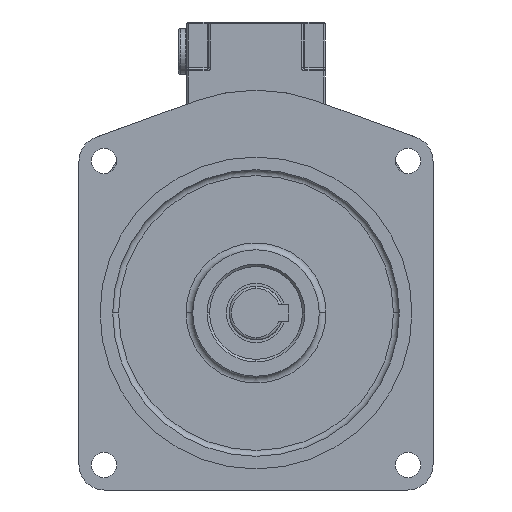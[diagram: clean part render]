
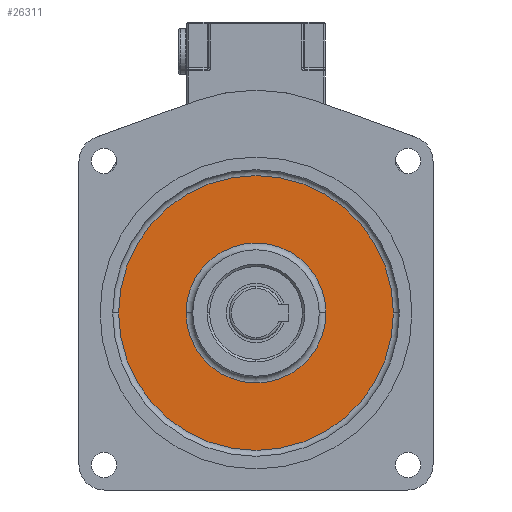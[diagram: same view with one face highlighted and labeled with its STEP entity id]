
A CAD part, front view. The second image highlights one B-rep face of the part: STEP entity #26311.
In plain terms, the highlighted planar face has unit normal (0, -1, 0).
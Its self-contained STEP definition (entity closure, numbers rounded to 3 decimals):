
#39 = EDGE_CURVE ( 'NONE', #8700, #45374, #25977, .T. ) ;
#902 = CARTESIAN_POINT ( 'NONE',  ( 41.5, -8., -30.234 ) ) ;
#1126 = VERTEX_POINT ( 'NONE', #46846 ) ;
#2007 = CIRCLE ( 'NONE', #30748, 41.5 ) ;
#2130 = DIRECTION ( 'NONE',  ( 0., -1., 0. ) ) ;
#3848 = CARTESIAN_POINT ( 'NONE',  ( 0., -8., -30.2 ) ) ;
#5733 = AXIS2_PLACEMENT_3D ( 'NONE', #50679, #24563, #16148 ) ;
#7441 = DIRECTION ( 'NONE',  ( 1., 0., -0.006 ) ) ;
#8700 = VERTEX_POINT ( 'NONE', #31285 ) ;
#8778 = DIRECTION ( 'NONE',  ( 0., -1., 0. ) ) ;
#9189 = ORIENTED_EDGE ( 'NONE', *, *, #14934, .F. ) ;
#9977 = DIRECTION ( 'NONE',  ( 0., 0., -1. ) ) ;
#10455 = ORIENTED_EDGE ( 'NONE', *, *, #39, .T. ) ;
#12829 = DIRECTION ( 'NONE',  ( -1., 0., -0.013 ) ) ;
#14059 = CIRCLE ( 'NONE', #5733, 81.5 ) ;
#14934 = EDGE_CURVE ( 'NONE', #54697, #1126, #2007, .T. ) ;
#16148 = DIRECTION ( 'NONE',  ( -1., 0., 0.006 ) ) ;
#20503 = DIRECTION ( 'NONE',  ( 0., -1., 0. ) ) ;
#21078 = CARTESIAN_POINT ( 'NONE',  ( 81.5, -8., -30.2 ) ) ;
#24563 = DIRECTION ( 'NONE',  ( 0., -1., 0. ) ) ;
#24837 = CARTESIAN_POINT ( 'NONE',  ( 0., -8., -30.2 ) ) ;
#25526 = EDGE_CURVE ( 'NONE', #1126, #54697, #34150, .T. ) ;
#25977 = CIRCLE ( 'NONE', #45386, 81.5 ) ;
#26311 = ADVANCED_FACE ( 'NONE', ( #32586, #28507 ), #49714, .T. ) ;
#28507 = FACE_BOUND ( 'NONE', #39541, .T. ) ;
#29284 = ORIENTED_EDGE ( 'NONE', *, *, #25526, .F. ) ;
#30748 = AXIS2_PLACEMENT_3D ( 'NONE', #36360, #2130, #49992 ) ;
#31285 = CARTESIAN_POINT ( 'NONE',  ( -81.5, -8., -30.2 ) ) ;
#32586 = FACE_OUTER_BOUND ( 'NONE', #38272, .T. ) ;
#34150 = CIRCLE ( 'NONE', #51749, 41.5 ) ;
#36360 = CARTESIAN_POINT ( 'NONE',  ( 0., -8., -30.2 ) ) ;
#38210 = ORIENTED_EDGE ( 'NONE', *, *, #39534, .T. ) ;
#38272 = EDGE_LOOP ( 'NONE', ( #38210, #10455 ) ) ;
#39534 = EDGE_CURVE ( 'NONE', #45374, #8700, #14059, .T. ) ;
#39541 = EDGE_LOOP ( 'NONE', ( #29284, #9189 ) ) ;
#45374 = VERTEX_POINT ( 'NONE', #21078 ) ;
#45386 = AXIS2_PLACEMENT_3D ( 'NONE', #24837, #20503, #7441 ) ;
#46219 = DIRECTION ( 'NONE',  ( 0., -1., 0. ) ) ;
#46846 = CARTESIAN_POINT ( 'NONE',  ( -41.5, -8., -30.166 ) ) ;
#49030 = AXIS2_PLACEMENT_3D ( 'NONE', #50001, #46219, #9977 ) ;
#49714 = PLANE ( 'NONE',  #49030 ) ;
#49992 = DIRECTION ( 'NONE',  ( 1., 0., 0.013 ) ) ;
#50001 = CARTESIAN_POINT ( 'NONE',  ( 0., -8., 0. ) ) ;
#50679 = CARTESIAN_POINT ( 'NONE',  ( 0., -8., -30.2 ) ) ;
#51749 = AXIS2_PLACEMENT_3D ( 'NONE', #3848, #8778, #12829 ) ;
#54697 = VERTEX_POINT ( 'NONE', #902 ) ;
